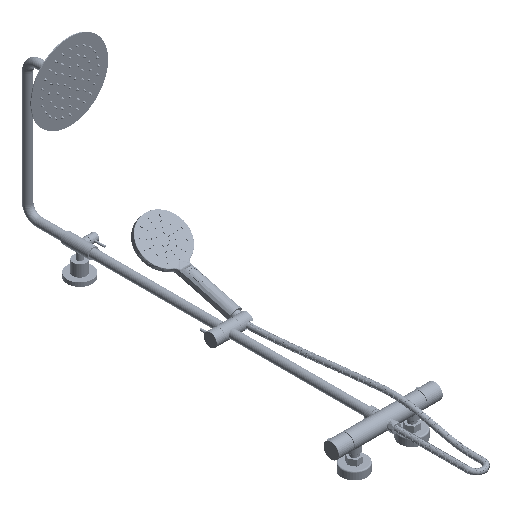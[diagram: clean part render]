
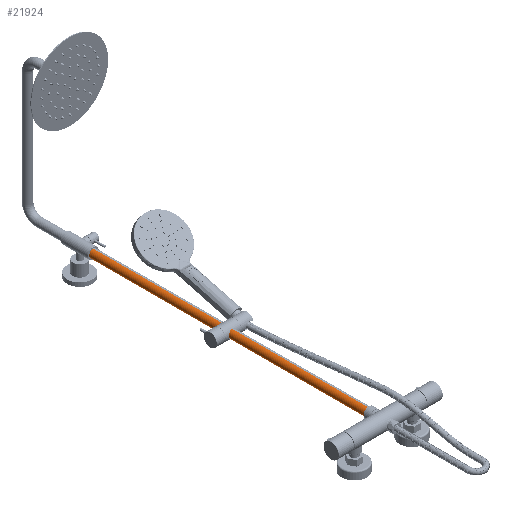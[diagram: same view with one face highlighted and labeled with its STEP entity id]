
A CAD part, isometric view. The second image highlights one B-rep face of the part: STEP entity #21924.
In plain terms, the highlighted cylindrical face has radius 10.5 mm (diameter 21 mm), a partial arc.
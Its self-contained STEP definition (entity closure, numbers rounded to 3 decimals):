
#8283 = CARTESIAN_POINT ( 'NONE',  ( 0., 730., 10.5 ) ) ;
#13683 = VECTOR ( 'NONE', #91226, 1000. ) ;
#15005 = DIRECTION ( 'NONE',  ( 0., 0., 1. ) ) ;
#16625 = DIRECTION ( 'NONE',  ( 0., -1., 0. ) ) ;
#21924 = ADVANCED_FACE ( 'NONE', ( #138506 ), #50730, .T. ) ;
#24003 = VERTEX_POINT ( 'NONE', #8283 ) ;
#26594 = VERTEX_POINT ( 'NONE', #136788 ) ;
#29073 = DIRECTION ( 'NONE',  ( 0., 1., 0. ) ) ;
#33715 = AXIS2_PLACEMENT_3D ( 'NONE', #141470, #29073, #79101 ) ;
#35731 = AXIS2_PLACEMENT_3D ( 'NONE', #39614, #16625, #15005 ) ;
#39614 = CARTESIAN_POINT ( 'NONE',  ( 0., 730., 0. ) ) ;
#50730 = CYLINDRICAL_SURFACE ( 'NONE', #81868, 10.5 ) ;
#51919 = CARTESIAN_POINT ( 'NONE',  ( 0., 15., -10.5 ) ) ;
#53437 = DIRECTION ( 'NONE',  ( 0., 1., 0. ) ) ;
#61415 = DIRECTION ( 'NONE',  ( 0., 1., 0. ) ) ;
#63020 = DIRECTION ( 'NONE',  ( 0., 0., 1. ) ) ;
#66694 = EDGE_LOOP ( 'NONE', ( #129419, #79512, #86296, #113545 ) ) ;
#68676 = VERTEX_POINT ( 'NONE', #114512 ) ;
#79101 = DIRECTION ( 'NONE',  ( 0., 0., -1. ) ) ;
#79512 = ORIENTED_EDGE ( 'NONE', *, *, #115924, .T. ) ;
#81868 = AXIS2_PLACEMENT_3D ( 'NONE', #100751, #61415, #63020 ) ;
#86296 = ORIENTED_EDGE ( 'NONE', *, *, #99783, .T. ) ;
#88072 = CIRCLE ( 'NONE', #35731, 10.5 ) ;
#91226 = DIRECTION ( 'NONE',  ( 0., 1., 0. ) ) ;
#99783 = EDGE_CURVE ( 'NONE', #26594, #24003, #142016, .T. ) ;
#100751 = CARTESIAN_POINT ( 'NONE',  ( 0., 0., 0. ) ) ;
#105066 = CARTESIAN_POINT ( 'NONE',  ( 0., 0., 10.5 ) ) ;
#107365 = VECTOR ( 'NONE', #53437, 1000. ) ;
#108043 = VERTEX_POINT ( 'NONE', #51919 ) ;
#108503 = EDGE_CURVE ( 'NONE', #108043, #68676, #117497, .T. ) ;
#113545 = ORIENTED_EDGE ( 'NONE', *, *, #136581, .T. ) ;
#114512 = CARTESIAN_POINT ( 'NONE',  ( 0., 730., -10.5 ) ) ;
#115924 = EDGE_CURVE ( 'NONE', #108043, #26594, #120145, .T. ) ;
#117497 = LINE ( 'NONE', #142909, #13683 ) ;
#120145 = CIRCLE ( 'NONE', #33715, 10.5 ) ;
#129419 = ORIENTED_EDGE ( 'NONE', *, *, #108503, .F. ) ;
#136581 = EDGE_CURVE ( 'NONE', #24003, #68676, #88072, .T. ) ;
#136788 = CARTESIAN_POINT ( 'NONE',  ( 0., 15., 10.5 ) ) ;
#138506 = FACE_OUTER_BOUND ( 'NONE', #66694, .T. ) ;
#141470 = CARTESIAN_POINT ( 'NONE',  ( 0., 15., 0. ) ) ;
#142016 = LINE ( 'NONE', #105066, #107365 ) ;
#142909 = CARTESIAN_POINT ( 'NONE',  ( 0., 0., -10.5 ) ) ;
